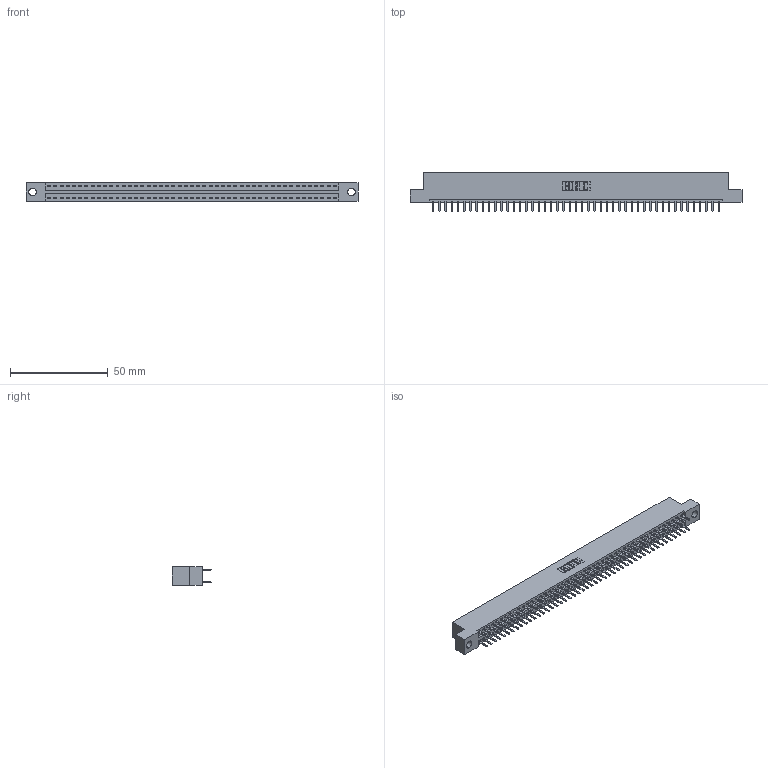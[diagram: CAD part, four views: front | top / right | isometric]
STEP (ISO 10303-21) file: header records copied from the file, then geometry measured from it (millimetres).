
FILE_DESCRIPTION (( 'STEP AP203' ), '1' );
FILE_NAME ('346-094-520-204.STEP', '2022-05-26T09:19:58', ( '' ), ( '' ), 'SwSTEP 2.0', 'SolidWorks 2020', '' );
FILE_SCHEMA (( 'CONFIG_CONTROL_DESIGN' ));
Length unit declared in the file: inch
Products named in the file (3): 345-292-001_345-293-120; 346 Part_Flush Mounting Lugs - 0.156 Dia-TH; 346-094-520-204
Assembly tree (95 placements, depth 2):
  346-094-520-204
    346 Part_Flush Mounting Lugs - 0.156 Dia-TH
    345-292-001_345-293-120  x94
Bounding box: 169.8 x 20.02 x 9.4 mm (x, y, z)
Volume: 16449.1 mm3; surface area: 22440 mm2
Topology: 95 solids, 95 shells, 5400 faces, 15687 edges, 10206 vertices
Faces by surface type: plane 3568, cylinder 1832
Entity records: 30533 total; most frequent: CARTESIAN_POINT 5042, ORIENTED_EDGE 4962, DIRECTION 4481, EDGE_CURVE 2481, LINE 2157, VECTOR 2157, VERTEX_POINT 1650, AXIS2_PLACEMENT_3D 1162
